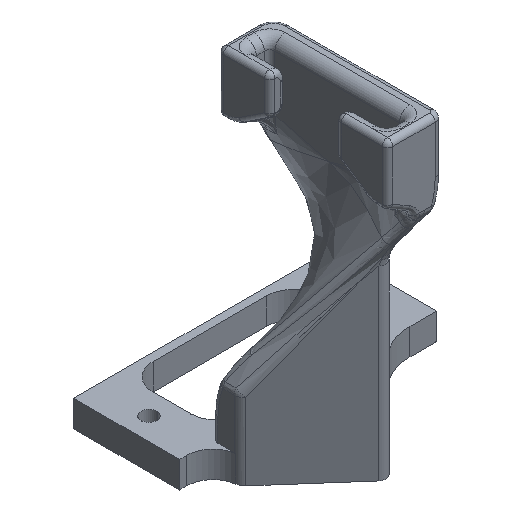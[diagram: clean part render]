
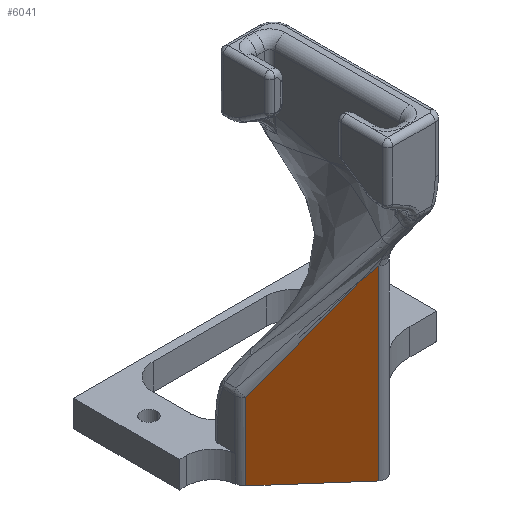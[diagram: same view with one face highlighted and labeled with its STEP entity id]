
A CAD part, isometric view. The second image highlights one B-rep face of the part: STEP entity #6041.
In plain terms, the highlighted planar face has unit normal (-0.66, -0.751, 0).
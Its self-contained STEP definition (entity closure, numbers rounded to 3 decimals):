
#25 = CARTESIAN_POINT ( 'NONE',  ( -4.644, -26.727, 34.281 ) ) ;
#356 = B_SPLINE_CURVE_WITH_KNOTS ( 'NONE', 3,
 ( #1106, #25, #1534, #3794 ),
 .UNSPECIFIED., .F., .F.,
 ( 4, 4 ),
 ( 0.005, 0.008 ),
 .UNSPECIFIED. ) ;
#422 = DIRECTION ( 'NONE',  ( 0.751, -0.66, 0. ) ) ;
#466 = LINE ( 'NONE', #1980, #4521 ) ;
#684 = VERTEX_POINT ( 'NONE', #3055 ) ;
#761 = LINE ( 'NONE', #6691, #2182 ) ;
#767 = ORIENTED_EDGE ( 'NONE', *, *, #4136, .T. ) ;
#844 = DIRECTION ( 'NONE',  ( -0.66, -0.751, 0. ) ) ;
#980 = CARTESIAN_POINT ( 'NONE',  ( -1.5, -29.488, 60.001 ) ) ;
#1023 = CARTESIAN_POINT ( 'NONE',  ( -7.809, -23.948, 29.538 ) ) ;
#1106 = CARTESIAN_POINT ( 'NONE',  ( -3.99, -27.302, 35.114 ) ) ;
#1139 = B_SPLINE_CURVE_WITH_KNOTS ( 'NONE', 3,
 ( #5318, #4267, #1023, #6390, #3267, #6493, #3196, #5855 ),
 .UNSPECIFIED., .F., .F.,
 ( 4, 2, 2, 4 ),
 ( 0., 0.006, 0.012, 0.024 ),
 .UNSPECIFIED. ) ;
#1247 = CARTESIAN_POINT ( 'NONE',  ( -5.958, -25.573, 32.622 ) ) ;
#1259 = CARTESIAN_POINT ( 'NONE',  ( -3.99, -27.302, 35.114 ) ) ;
#1282 = EDGE_CURVE ( 'NONE', #5394, #2318, #761, .T. ) ;
#1534 = CARTESIAN_POINT ( 'NONE',  ( -5.302, -26.15, 33.452 ) ) ;
#1770 = EDGE_CURVE ( 'NONE', #4494, #2374, #1139, .T. ) ;
#1844 = ORIENTED_EDGE ( 'NONE', *, *, #1282, .T. ) ;
#1980 = CARTESIAN_POINT ( 'NONE',  ( -17.32, -15.597, 60.001 ) ) ;
#2182 = VECTOR ( 'NONE', #5657, 1000. ) ;
#2318 = VERTEX_POINT ( 'NONE', #1259 ) ;
#2374 = VERTEX_POINT ( 'NONE', #5708 ) ;
#2412 = ORIENTED_EDGE ( 'NONE', *, *, #6636, .T. ) ;
#2583 = VECTOR ( 'NONE', #6484, 1000. ) ;
#3055 = CARTESIAN_POINT ( 'NONE',  ( -17.32, -15.597, 0. ) ) ;
#3196 = CARTESIAN_POINT ( 'NONE',  ( -15.379, -17.301, 17.39 ) ) ;
#3267 = CARTESIAN_POINT ( 'NONE',  ( -10.614, -21.486, 24.944 ) ) ;
#3794 = CARTESIAN_POINT ( 'NONE',  ( -5.958, -25.573, 32.622 ) ) ;
#4136 = EDGE_CURVE ( 'NONE', #2318, #4494, #356, .T. ) ;
#4267 = CARTESIAN_POINT ( 'NONE',  ( -6.883, -24.761, 31.079 ) ) ;
#4494 = VERTEX_POINT ( 'NONE', #1247 ) ;
#4521 = VECTOR ( 'NONE', #6292, 1000. ) ;
#5142 = EDGE_LOOP ( 'NONE', ( #5200, #1844, #767, #6774, #2412 ) ) ;
#5200 = ORIENTED_EDGE ( 'NONE', *, *, #6135, .F. ) ;
#5249 = PLANE ( 'NONE',  #5407 ) ;
#5318 = CARTESIAN_POINT ( 'NONE',  ( -5.958, -25.573, 32.622 ) ) ;
#5394 = VERTEX_POINT ( 'NONE', #5970 ) ;
#5407 = AXIS2_PLACEMENT_3D ( 'NONE', #980, #844, #422 ) ;
#5657 = DIRECTION ( 'NONE',  ( 0., 0., 1. ) ) ;
#5708 = CARTESIAN_POINT ( 'NONE',  ( -17.32, -15.597, 14.406 ) ) ;
#5715 = FACE_OUTER_BOUND ( 'NONE', #5142, .T. ) ;
#5855 = CARTESIAN_POINT ( 'NONE',  ( -17.32, -15.597, 14.406 ) ) ;
#5920 = CARTESIAN_POINT ( 'NONE',  ( -1.5, -29.488, 0. ) ) ;
#5970 = CARTESIAN_POINT ( 'NONE',  ( -3.99, -27.302, 0. ) ) ;
#6041 = ADVANCED_FACE ( 'NONE', ( #5715 ), #5249, .T. ) ;
#6135 = EDGE_CURVE ( 'NONE', #5394, #684, #6981, .T. ) ;
#6292 = DIRECTION ( 'NONE',  ( 0., 0., -1. ) ) ;
#6390 = CARTESIAN_POINT ( 'NONE',  ( -9.674, -22.31, 26.471 ) ) ;
#6484 = DIRECTION ( 'NONE',  ( -0.751, 0.66, 0. ) ) ;
#6493 = CARTESIAN_POINT ( 'NONE',  ( -13.455, -18.991, 20.391 ) ) ;
#6636 = EDGE_CURVE ( 'NONE', #2374, #684, #466, .T. ) ;
#6691 = CARTESIAN_POINT ( 'NONE',  ( -3.99, -27.302, 60.001 ) ) ;
#6774 = ORIENTED_EDGE ( 'NONE', *, *, #1770, .T. ) ;
#6981 = LINE ( 'NONE', #5920, #2583 ) ;
